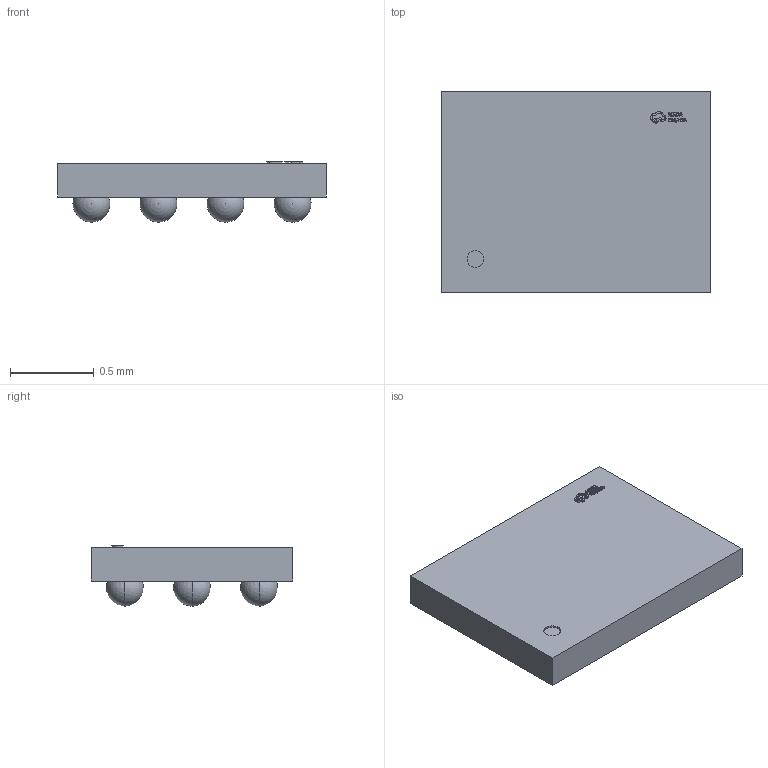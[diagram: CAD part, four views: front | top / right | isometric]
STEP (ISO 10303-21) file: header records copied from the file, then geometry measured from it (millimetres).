
FILE_DESCRIPTION (( 'STEP AP214' ), '1' );
FILE_NAME ('DSBGA-12_L1.6-W1.2-R3-C4-P0.40-BL.step', '2022-06-22T14:25:02', ( '' ), ( '' ), 'SwSTEP 2.0', 'SolidWorks 2020', '' );
FILE_SCHEMA (( 'AUTOMOTIVE_DESIGN' ));
Length unit declared in the file: millimetre
Products named in the file (1): DSBGA-12_L1.6-W1.2-R3-C4-P0.40-BL
Bounding box: 1.6 x 1.2 x 0.36 mm (x, y, z)
Volume: 0.4 mm3; surface area: 5.8 mm2
Topology: 1 solids, 1 shells, 316 faces, 897 edges, 598 vertices
Faces by surface type: plane 178, bspline 112, sphere 24, cylinder 2
Entity records: 13844 total; most frequent: CARTESIAN_POINT 3820, ORIENTED_EDGE 1674, DIRECTION 1071, EDGE_CURVE 837, VERTEX_POINT 562, VECTOR 557, LINE 557, EDGE_LOOP 355
